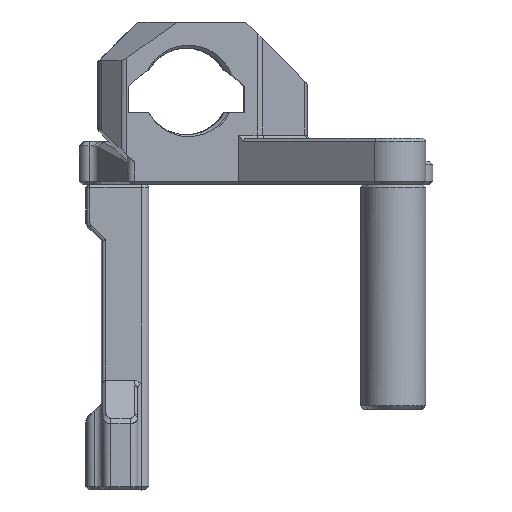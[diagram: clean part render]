
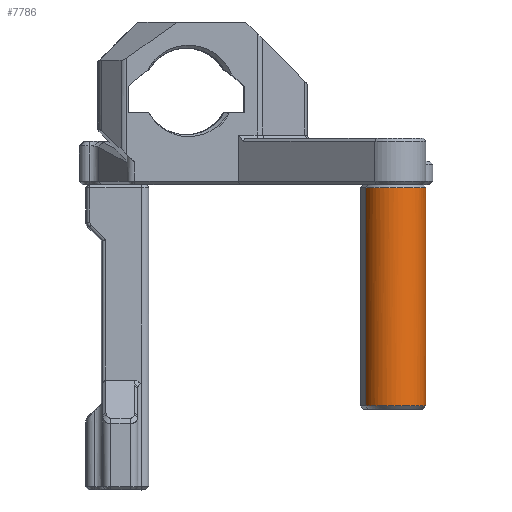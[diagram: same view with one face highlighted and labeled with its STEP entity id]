
A CAD part, front view. The second image highlights one B-rep face of the part: STEP entity #7786.
In plain terms, the highlighted cylindrical face has radius 4 mm (diameter 8 mm), a partial arc.
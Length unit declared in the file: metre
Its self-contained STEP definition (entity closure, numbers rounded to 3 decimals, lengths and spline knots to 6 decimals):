
#342=CYLINDRICAL_SURFACE('',#8365,0.004);
#1197=LINE('',#17589,#1856);
#1205=LINE('',#17617,#1864);
#1856=VECTOR('',#10070,1.);
#1864=VECTOR('',#10086,1.);
#4134=ORIENTED_EDGE('',*,*,#5322,.F.);
#4135=ORIENTED_EDGE('',*,*,#5314,.T.);
#4136=ORIENTED_EDGE('',*,*,#5303,.F.);
#4137=ORIENTED_EDGE('',*,*,#5323,.F.);
#5303=EDGE_CURVE('',#6087,#6084,#6397,.T.);
#5314=EDGE_CURVE('',#6093,#6084,#1197,.T.);
#5322=EDGE_CURVE('',#6093,#6098,#6398,.T.);
#5323=EDGE_CURVE('',#6098,#6087,#1205,.T.);
#6084=VERTEX_POINT('',#17530);
#6087=VERTEX_POINT('',#17556);
#6093=VERTEX_POINT('',#17587);
#6098=VERTEX_POINT('',#17616);
#6397=B_SPLINE_CURVE_WITH_KNOTS('',3,(#17557,#17558,#17559,#17560,#17561,
#17562,#17563,#17564,#17565,#17566,#17567),.UNSPECIFIED.,.F.,.F.,(4,1,1,
1,1,1,1,1,4),(0.,0.00209,0.004179,0.006269,
0.008359,0.010448,0.012538,0.014628,
0.016717),.UNSPECIFIED.);
#6398=B_SPLINE_CURVE_WITH_KNOTS('',3,(#17605,#17606,#17607,#17608,#17609,
#17610,#17611,#17612,#17613,#17614,#17615),.UNSPECIFIED.,.F.,.F.,(4,1,1,
1,1,1,1,1,4),(0.,0.00209,0.00418,0.00627,
0.00836,0.010451,0.012541,0.014631,
0.016721),.UNSPECIFIED.);
#6842=EDGE_LOOP('',(#4134,#4135,#4136,#4137));
#7298=FACE_BOUND('',#6842,.T.);
#7786=ADVANCED_FACE('',(#7298),#342,.T.);
#8365=AXIS2_PLACEMENT_3D('',#17604,#10084,#10085);
#10070=DIRECTION('',(0.,0.,-1.));
#10084=DIRECTION('',(0.,0.,-1.));
#10085=DIRECTION('',(0.719,-0.695,0.));
#10086=DIRECTION('',(0.,0.,-1.));
#17530=CARTESIAN_POINT('',(0.017628,-0.024628,-0.0286));
#17556=CARTESIAN_POINT('',(0.022265,-0.019481,-0.0286));
#17557=CARTESIAN_POINT('',(0.022265,-0.019481,-0.0286));
#17558=CARTESIAN_POINT('',(0.022954,-0.019628,-0.0286));
#17559=CARTESIAN_POINT('',(0.024235,-0.020283,-0.028599));
#17560=CARTESIAN_POINT('',(0.025417,-0.022106,-0.028601));
#17561=CARTESIAN_POINT('',(0.025527,-0.024264,-0.028599));
#17562=CARTESIAN_POINT('',(0.024542,-0.026197,-0.028599));
#17563=CARTESIAN_POINT('',(0.022726,-0.027375,-0.028601));
#17564=CARTESIAN_POINT('',(0.020564,-0.02749,-0.0286));
#17565=CARTESIAN_POINT('',(0.018631,-0.026504,-0.0286));
#17566=CARTESIAN_POINT('',(0.017845,-0.025298,-0.0286));
#17567=CARTESIAN_POINT('',(0.017628,-0.024628,-0.0286));
#17587=CARTESIAN_POINT('',(0.017628,-0.024628,-0.0004));
#17589=CARTESIAN_POINT('',(0.017628,-0.024628,-0.014501));
#17604=CARTESIAN_POINT('',(0.021432,-0.023393,-0.014501));
#17605=CARTESIAN_POINT('',(0.017628,-0.024628,-0.0004));
#17606=CARTESIAN_POINT('',(0.017845,-0.025298,-0.0004));
#17607=CARTESIAN_POINT('',(0.01863,-0.026504,-0.0004));
#17608=CARTESIAN_POINT('',(0.020566,-0.02749,-0.000399));
#17609=CARTESIAN_POINT('',(0.022724,-0.027376,-0.000401));
#17610=CARTESIAN_POINT('',(0.024544,-0.026195,-0.000401));
#17611=CARTESIAN_POINT('',(0.025527,-0.024266,-0.0004));
#17612=CARTESIAN_POINT('',(0.025416,-0.022104,-0.000401));
#17613=CARTESIAN_POINT('',(0.024235,-0.020284,-0.000399));
#17614=CARTESIAN_POINT('',(0.022954,-0.019628,-0.0004));
#17615=CARTESIAN_POINT('',(0.022265,-0.019481,-0.0004));
#17616=CARTESIAN_POINT('',(0.022265,-0.019481,-0.0004));
#17617=CARTESIAN_POINT('',(0.022265,-0.019481,-0.014501));
